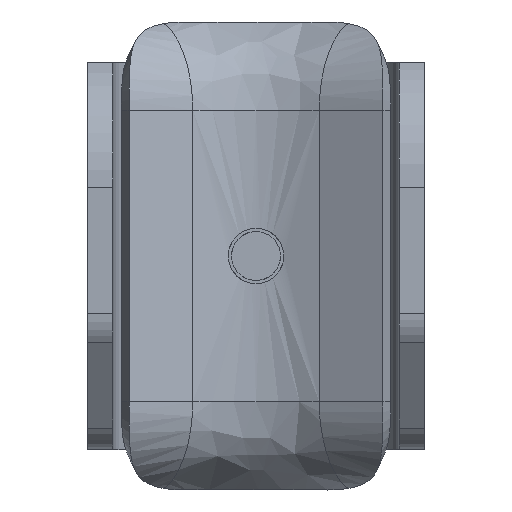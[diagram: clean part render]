
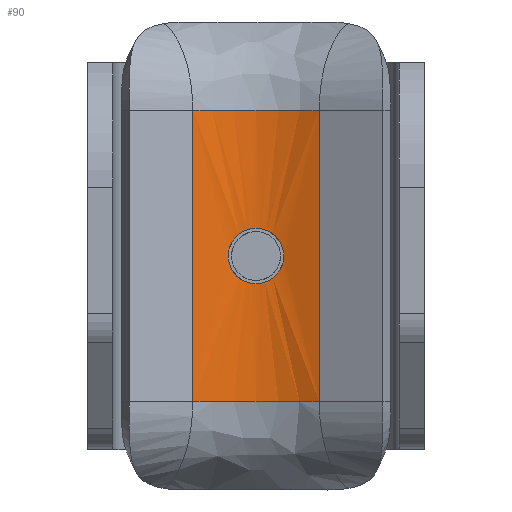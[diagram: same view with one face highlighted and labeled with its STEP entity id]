
A CAD part, front view. The second image highlights one B-rep face of the part: STEP entity #90.
In plain terms, the highlighted free-form (B-spline) face has degree [1, 2] with [2, 3] control points.
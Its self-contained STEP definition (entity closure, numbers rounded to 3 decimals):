
#24=FACE_BOUND('',#475,.T.);
#90=ADVANCED_FACE('',(#281,#24),#2961,.T.);
#281=FACE_OUTER_BOUND('',#474,.T.);
#474=EDGE_LOOP('',(#854,#855,#856,#857));
#475=EDGE_LOOP('',(#858,#859));
#854=ORIENTED_EDGE('',*,*,#1719,.T.);
#855=ORIENTED_EDGE('',*,*,#1599,.T.);
#856=ORIENTED_EDGE('',*,*,#1718,.F.);
#857=ORIENTED_EDGE('',*,*,#1596,.F.);
#858=ORIENTED_EDGE('',*,*,#1609,.F.);
#859=ORIENTED_EDGE('',*,*,#1605,.F.);
#1596=EDGE_CURVE('',#2555,#2556,#2068,.T.);
#1599=EDGE_CURVE('',#2558,#2557,#2071,.T.);
#1605=EDGE_CURVE('',#2562,#2561,#2148,.T.);
#1609=EDGE_CURVE('',#2561,#2562,#2151,.T.);
#1718=EDGE_CURVE('',#2556,#2557,#2080,.T.);
#1719=EDGE_CURVE('',#2555,#2558,#2081,.T.);
#2068=(
BOUNDED_CURVE()
B_SPLINE_CURVE(2,(#5199,#5200,#5201),.UNSPECIFIED.,.F.,.F.)
B_SPLINE_CURVE_WITH_KNOTS((3,3),(0.,7.819),.UNSPECIFIED.)
CURVE()
GEOMETRIC_REPRESENTATION_ITEM()
RATIONAL_B_SPLINE_CURVE((1.,0.883,1.))
REPRESENTATION_ITEM('')
);
#2071=(
BOUNDED_CURVE()
B_SPLINE_CURVE(2,(#5208,#5209,#5210),.UNSPECIFIED.,.F.,.F.)
B_SPLINE_CURVE_WITH_KNOTS((3,3),(0.,7.819),.UNSPECIFIED.)
CURVE()
GEOMETRIC_REPRESENTATION_ITEM()
RATIONAL_B_SPLINE_CURVE((1.,0.883,1.))
REPRESENTATION_ITEM('')
);
#2080=(
BOUNDED_CURVE()
B_SPLINE_CURVE(1,(#6099,#6100),.UNSPECIFIED.,.F.,.F.)
B_SPLINE_CURVE_WITH_KNOTS((2,2),(0.,17.303),.UNSPECIFIED.)
CURVE()
GEOMETRIC_REPRESENTATION_ITEM()
RATIONAL_B_SPLINE_CURVE((1.,1.))
REPRESENTATION_ITEM('')
);
#2081=(
BOUNDED_CURVE()
B_SPLINE_CURVE(1,(#6101,#6102),.UNSPECIFIED.,.F.,.F.)
B_SPLINE_CURVE_WITH_KNOTS((2,2),(0.,17.303),.UNSPECIFIED.)
CURVE()
GEOMETRIC_REPRESENTATION_ITEM()
RATIONAL_B_SPLINE_CURVE((1.,1.))
REPRESENTATION_ITEM('')
);
#2148=B_SPLINE_CURVE_WITH_KNOTS('',3,(#5226,#5227,#5228,#5229,#5230,#5231,
#5232,#5233,#5234,#5235,#5236,#5237,#5238,#5239,#5240,#5241,#5242,#5243,
#5244,#5245,#5246,#5247,#5248,#5249,#5250,#5251,#5252),.UNSPECIFIED.,.F.,
 .F.,(4,2,2,2,2,2,3,2,2,2,2,2,4),(0.047,0.373,
0.699,1.352,2.005,2.33,2.656,
2.982,3.308,3.961,4.614,4.94,
5.266),.UNSPECIFIED.);
#2151=B_SPLINE_CURVE_WITH_KNOTS('',3,(#5262,#5263,#5264,#5265,#5266,#5267,
#5268,#5269,#5270,#5271,#5272,#5273,#5274,#5275,#5276,#5277,#5278,#5279,
#5280,#5281,#5282,#5283,#5284,#5285,#5286,#5287,#5288),.UNSPECIFIED.,.F.,
 .F.,(4,2,2,2,2,2,3,2,2,2,2,2,4),(0.047,0.373,0.699,
1.352,2.005,2.33,2.656,2.982,
3.308,3.961,4.614,4.94,5.266),
 .UNSPECIFIED.);
#2555=VERTEX_POINT('',#4882);
#2556=VERTEX_POINT('',#4883);
#2557=VERTEX_POINT('',#4884);
#2558=VERTEX_POINT('',#4885);
#2561=VERTEX_POINT('',#4888);
#2562=VERTEX_POINT('',#4889);
#2961=(
BOUNDED_SURFACE()
B_SPLINE_SURFACE(1,2,((#4819,#4820,#4821),(#4822,#4823,#4824)),
 .UNSPECIFIED.,.F.,.F.,.F.)
B_SPLINE_SURFACE_WITH_KNOTS((2,2),(3,3),(0.,17.303),(0.,7.819),
 .UNSPECIFIED.)
GEOMETRIC_REPRESENTATION_ITEM()
RATIONAL_B_SPLINE_SURFACE(((1.,0.883,1.),(1.,0.883,
1.)))
REPRESENTATION_ITEM('')
SURFACE()
);
#4819=CARTESIAN_POINT('',(3.756,-7.593,2.849));
#4820=CARTESIAN_POINT('',(0.,-5.596,2.849));
#4821=CARTESIAN_POINT('',(-3.756,-7.593,2.849));
#4822=CARTESIAN_POINT('',(3.756,-7.593,20.151));
#4823=CARTESIAN_POINT('',(0.,-5.596,20.151));
#4824=CARTESIAN_POINT('',(-3.756,-7.593,20.151));
#4882=CARTESIAN_POINT('',(3.756,-7.593,2.849));
#4883=CARTESIAN_POINT('',(-3.756,-7.593,2.849));
#4884=CARTESIAN_POINT('',(-3.756,-7.593,20.151));
#4885=CARTESIAN_POINT('',(3.756,-7.593,20.151));
#4888=CARTESIAN_POINT('',(0.,-6.657,9.85));
#4889=CARTESIAN_POINT('',(0.,-6.657,13.15));
#5199=CARTESIAN_POINT('',(3.756,-7.593,2.849));
#5200=CARTESIAN_POINT('',(0.,-5.596,2.849));
#5201=CARTESIAN_POINT('',(-3.756,-7.593,2.849));
#5208=CARTESIAN_POINT('',(3.756,-7.593,20.151));
#5209=CARTESIAN_POINT('',(0.,-5.596,20.151));
#5210=CARTESIAN_POINT('',(-3.756,-7.593,20.151));
#5226=CARTESIAN_POINT('',(0.,-6.657,13.15));
#5227=CARTESIAN_POINT('',(-0.108,-6.657,13.15));
#5228=CARTESIAN_POINT('',(-0.216,-6.659,13.139));
#5229=CARTESIAN_POINT('',(-0.429,-6.667,13.097));
#5230=CARTESIAN_POINT('',(-0.533,-6.674,13.065));
#5231=CARTESIAN_POINT('',(-0.833,-6.697,12.941));
#5232=CARTESIAN_POINT('',(-1.014,-6.72,12.819));
#5233=CARTESIAN_POINT('',(-1.319,-6.765,12.514));
#5234=CARTESIAN_POINT('',(-1.441,-6.787,12.333));
#5235=CARTESIAN_POINT('',(-1.565,-6.811,12.033));
#5236=CARTESIAN_POINT('',(-1.597,-6.817,11.929));
#5237=CARTESIAN_POINT('',(-1.639,-6.826,11.716));
#5238=CARTESIAN_POINT('',(-1.65,-6.829,11.608));
#5239=CARTESIAN_POINT('',(-1.65,-6.829,11.5));
#5240=CARTESIAN_POINT('',(-1.65,-6.829,11.392));
#5241=CARTESIAN_POINT('',(-1.639,-6.826,11.284));
#5242=CARTESIAN_POINT('',(-1.597,-6.817,11.071));
#5243=CARTESIAN_POINT('',(-1.565,-6.811,10.967));
#5244=CARTESIAN_POINT('',(-1.441,-6.787,10.667));
#5245=CARTESIAN_POINT('',(-1.319,-6.765,10.486));
#5246=CARTESIAN_POINT('',(-1.014,-6.72,10.181));
#5247=CARTESIAN_POINT('',(-0.833,-6.697,10.059));
#5248=CARTESIAN_POINT('',(-0.533,-6.674,9.935));
#5249=CARTESIAN_POINT('',(-0.429,-6.667,9.903));
#5250=CARTESIAN_POINT('',(-0.216,-6.659,9.861));
#5251=CARTESIAN_POINT('',(-0.108,-6.657,9.85));
#5252=CARTESIAN_POINT('',(0.,-6.657,9.85));
#5262=CARTESIAN_POINT('',(0.,-6.657,9.85));
#5263=CARTESIAN_POINT('',(0.108,-6.657,9.85));
#5264=CARTESIAN_POINT('',(0.216,-6.659,9.861));
#5265=CARTESIAN_POINT('',(0.429,-6.667,9.903));
#5266=CARTESIAN_POINT('',(0.533,-6.674,9.935));
#5267=CARTESIAN_POINT('',(0.833,-6.697,10.059));
#5268=CARTESIAN_POINT('',(1.014,-6.72,10.181));
#5269=CARTESIAN_POINT('',(1.319,-6.765,10.486));
#5270=CARTESIAN_POINT('',(1.441,-6.787,10.667));
#5271=CARTESIAN_POINT('',(1.565,-6.811,10.967));
#5272=CARTESIAN_POINT('',(1.597,-6.817,11.071));
#5273=CARTESIAN_POINT('',(1.639,-6.826,11.284));
#5274=CARTESIAN_POINT('',(1.65,-6.829,11.392));
#5275=CARTESIAN_POINT('',(1.65,-6.829,11.5));
#5276=CARTESIAN_POINT('',(1.65,-6.829,11.608));
#5277=CARTESIAN_POINT('',(1.639,-6.826,11.716));
#5278=CARTESIAN_POINT('',(1.597,-6.817,11.929));
#5279=CARTESIAN_POINT('',(1.565,-6.811,12.033));
#5280=CARTESIAN_POINT('',(1.441,-6.787,12.333));
#5281=CARTESIAN_POINT('',(1.319,-6.765,12.514));
#5282=CARTESIAN_POINT('',(1.014,-6.72,12.819));
#5283=CARTESIAN_POINT('',(0.833,-6.697,12.941));
#5284=CARTESIAN_POINT('',(0.533,-6.674,13.065));
#5285=CARTESIAN_POINT('',(0.429,-6.667,13.097));
#5286=CARTESIAN_POINT('',(0.216,-6.659,13.139));
#5287=CARTESIAN_POINT('',(0.108,-6.657,13.15));
#5288=CARTESIAN_POINT('',(0.,-6.657,13.15));
#6099=CARTESIAN_POINT('',(-3.756,-7.593,2.849));
#6100=CARTESIAN_POINT('',(-3.756,-7.593,20.151));
#6101=CARTESIAN_POINT('',(3.756,-7.593,2.849));
#6102=CARTESIAN_POINT('',(3.756,-7.593,20.151));
